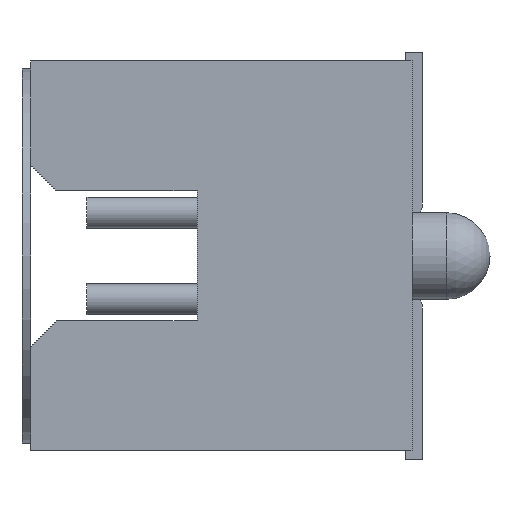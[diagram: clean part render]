
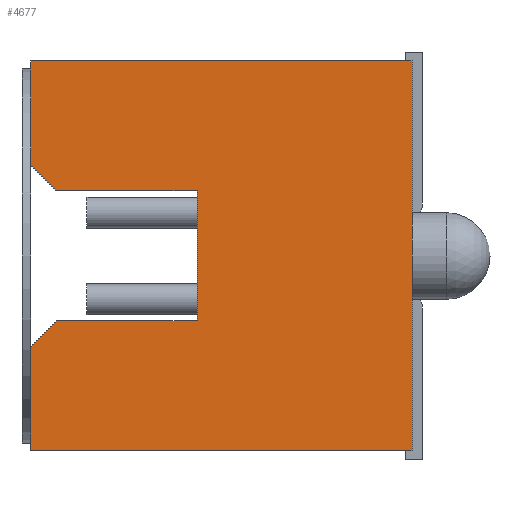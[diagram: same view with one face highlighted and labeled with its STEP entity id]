
A CAD part, left-side view. The second image highlights one B-rep face of the part: STEP entity #4677.
In plain terms, the highlighted planar face has unit normal (-1, 0, 0).
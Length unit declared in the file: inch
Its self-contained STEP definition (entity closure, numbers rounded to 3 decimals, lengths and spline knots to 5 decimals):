
#111=LINE('',#6757,#664);
#116=LINE('',#6768,#669);
#118=LINE('',#6772,#671);
#129=LINE('',#6796,#682);
#139=LINE('',#6817,#692);
#142=LINE('',#6823,#695);
#143=LINE('',#6824,#696);
#144=LINE('',#6825,#697);
#145=LINE('',#6826,#698);
#146=LINE('',#6827,#699);
#147=LINE('',#6829,#700);
#664=VECTOR('',#5402,39.37008);
#669=VECTOR('',#5409,39.37008);
#671=VECTOR('',#5413,39.37008);
#682=VECTOR('',#5426,39.37008);
#692=VECTOR('',#5438,39.37008);
#695=VECTOR('',#5443,39.37008);
#696=VECTOR('',#5444,39.37008);
#697=VECTOR('',#5445,39.37008);
#698=VECTOR('',#5446,39.37008);
#699=VECTOR('',#5447,39.37008);
#700=VECTOR('',#5448,39.37008);
#1250=ORIENTED_EDGE('',*,*,#2612,.T.);
#1251=ORIENTED_EDGE('',*,*,#2588,.T.);
#1252=ORIENTED_EDGE('',*,*,#2613,.F.);
#1253=ORIENTED_EDGE('',*,*,#2586,.F.);
#1254=ORIENTED_EDGE('',*,*,#2614,.T.);
#1255=ORIENTED_EDGE('',*,*,#2599,.F.);
#1256=ORIENTED_EDGE('',*,*,#2615,.T.);
#1257=ORIENTED_EDGE('',*,*,#2581,.T.);
#1258=ORIENTED_EDGE('',*,*,#2616,.T.);
#1259=ORIENTED_EDGE('',*,*,#2617,.F.);
#1260=ORIENTED_EDGE('',*,*,#2609,.F.);
#2581=EDGE_CURVE('',#3263,#3261,#111,.T.);
#2586=EDGE_CURVE('',#3267,#3268,#116,.T.);
#2588=EDGE_CURVE('',#3269,#3270,#118,.T.);
#2599=EDGE_CURVE('',#3280,#3281,#129,.T.);
#2609=EDGE_CURVE('',#3290,#3291,#139,.T.);
#2612=EDGE_CURVE('',#3290,#3269,#142,.T.);
#2613=EDGE_CURVE('',#3268,#3270,#143,.T.);
#2614=EDGE_CURVE('',#3267,#3281,#144,.T.);
#2615=EDGE_CURVE('',#3280,#3263,#145,.T.);
#2616=EDGE_CURVE('',#3261,#3293,#146,.T.);
#2617=EDGE_CURVE('',#3291,#3293,#147,.T.);
#3261=VERTEX_POINT('',#6755);
#3263=VERTEX_POINT('',#6758);
#3267=VERTEX_POINT('',#6767);
#3268=VERTEX_POINT('',#6769);
#3269=VERTEX_POINT('',#6773);
#3270=VERTEX_POINT('',#6774);
#3280=VERTEX_POINT('',#6795);
#3281=VERTEX_POINT('',#6797);
#3290=VERTEX_POINT('',#6816);
#3291=VERTEX_POINT('',#6818);
#3293=VERTEX_POINT('',#6828);
#3855=EDGE_LOOP('',(#1250,#1251,#1252,#1253,#1254,#1255,#1256,#1257,#1258,
#1259,#1260));
#4165=FACE_BOUND('',#3855,.T.);
#4475=PLANE('',#4997);
#4677=ADVANCED_FACE('',(#4165),#4475,.F.);
#4997=AXIS2_PLACEMENT_3D('',#6822,#5441,#5442);
#5402=DIRECTION('',(0.,0.,1.));
#5409=DIRECTION('',(0.,-1.,0.));
#5413=DIRECTION('',(0.,-1.,0.));
#5426=DIRECTION('',(0.,0.,1.));
#5438=DIRECTION('',(0.,0.,1.));
#5441=DIRECTION('',(1.,0.,0.));
#5442=DIRECTION('',(0.,0.,-1.));
#5443=DIRECTION('',(0.,-0.707,-0.707));
#5444=DIRECTION('',(0.,0.,1.));
#5445=DIRECTION('',(0.,0.707,-0.707));
#5446=DIRECTION('',(0.,-1.,0.));
#5447=DIRECTION('',(0.,0.,1.));
#5448=DIRECTION('',(0.,-1.,0.));
#6755=CARTESIAN_POINT('',(-0.3125,0.,0.));
#6757=CARTESIAN_POINT('',(-0.3125,0.,-0.1125));
#6758=CARTESIAN_POINT('',(-0.3125,0.,-0.1125));
#6767=CARTESIAN_POINT('',(-0.3125,0.205,-0.0375));
#6768=CARTESIAN_POINT('',(-0.3125,0.316,-0.0375));
#6769=CARTESIAN_POINT('',(-0.3125,0.124,-0.0375));
#6772=CARTESIAN_POINT('',(-0.3125,0.316,0.0375));
#6773=CARTESIAN_POINT('',(-0.3125,0.205,0.0375));
#6774=CARTESIAN_POINT('',(-0.3125,0.124,0.0375));
#6795=CARTESIAN_POINT('',(-0.3125,0.22,-0.1125));
#6796=CARTESIAN_POINT('',(-0.3125,0.22,-0.1125));
#6797=CARTESIAN_POINT('',(-0.3125,0.22,-0.0525));
#6816=CARTESIAN_POINT('',(-0.3125,0.22,0.0525));
#6817=CARTESIAN_POINT('',(-0.3125,0.22,-0.1125));
#6818=CARTESIAN_POINT('',(-0.3125,0.22,0.1125));
#6822=CARTESIAN_POINT('',(-0.3125,0.22,-0.1125));
#6823=CARTESIAN_POINT('',(-0.3125,0.22,0.0525));
#6824=CARTESIAN_POINT('',(-0.3125,0.124,-0.0375));
#6825=CARTESIAN_POINT('',(-0.3125,0.205,-0.0375));
#6826=CARTESIAN_POINT('',(-0.3125,0.22,-0.1125));
#6827=CARTESIAN_POINT('',(-0.3125,0.,-0.1125));
#6828=CARTESIAN_POINT('',(-0.3125,0.,0.1125));
#6829=CARTESIAN_POINT('',(-0.3125,0.22,0.1125));
